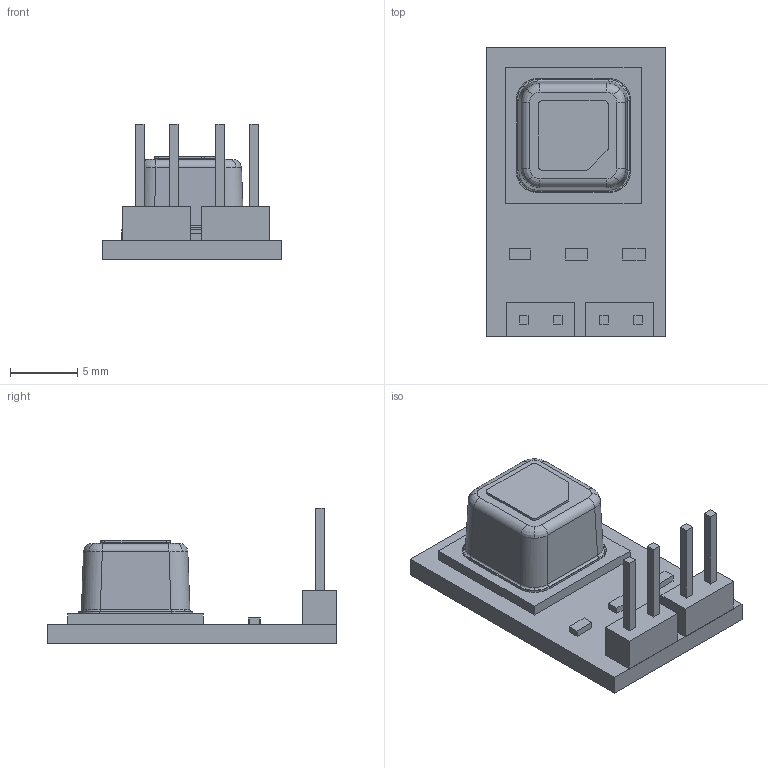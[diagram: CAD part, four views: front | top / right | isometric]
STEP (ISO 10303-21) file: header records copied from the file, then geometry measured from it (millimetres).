
FILE_DESCRIPTION(/* description */ (''),/* implementation_level */ '2;1');
FILE_NAME(/* name */ 'scd40 v7.step',/* time_stamp */ '2023-07-26T20:17:17+02:00',/* author */ (''),/* organization */ (''),/* preprocessor_version */ 'ST-DEVELOPER v20',/* originating_system */ 'Autodesk Translation Framework v12.9.0.99',/* authorisation */ '');
FILE_SCHEMA (('AUTOMOTIVE_DESIGN { 1 0 10303 214 3 1 1 }'));
Length unit declared in the file: millimetre
Products named in the file (6): scd40; Komponente1; Sensirion_CO2_Sensors_SCD4x_STEP_file v3; Komponente1 (1); Komponente2; Komponente3
Assembly tree (5 placements, depth 3):
  scd40
    Komponente1
    Sensirion_CO2_Sensors_SCD4x_STEP_file v3
      Komponente1 (1)
      Komponente2
      Komponente3
Bounding box: 13.4 x 21.6 x 10.13 mm (x, y, z)
Volume: 902.1 mm3; surface area: 1466.5 mm2
Topology: 13 solids, 13 shells, 253 faces, 587 edges, 386 vertices
Faces by surface type: plane 210, cylinder 27, bspline 16
Full cylindrical faces by diameter (mm): 0.2 x1
Entity records: 7421 total; most frequent: CARTESIAN_POINT 1453, ORIENTED_EDGE 1174, DIRECTION 1153, EDGE_CURVE 587, LINE 501, VECTOR 501, VERTEX_POINT 386, AXIS2_PLACEMENT_3D 326
